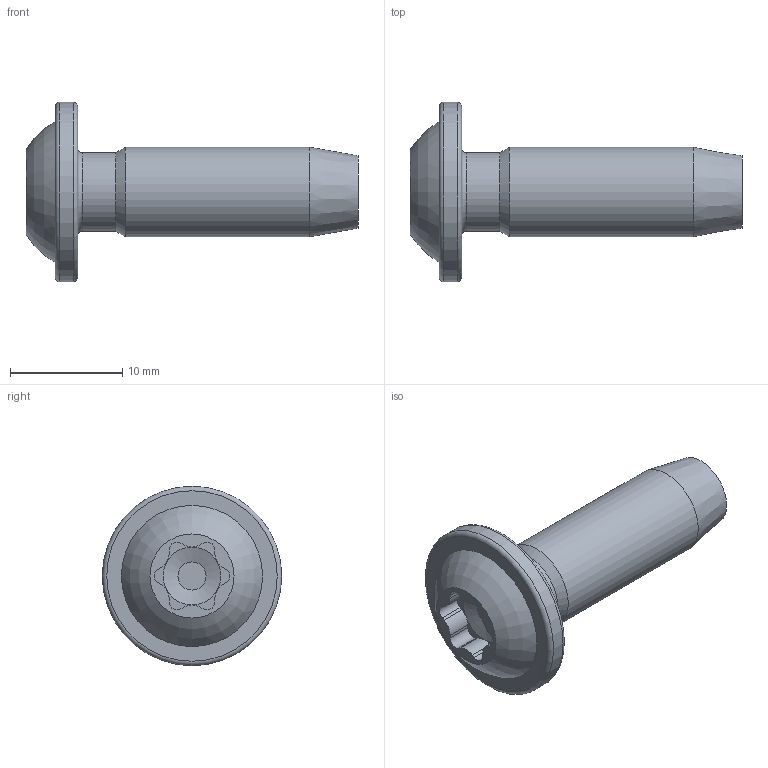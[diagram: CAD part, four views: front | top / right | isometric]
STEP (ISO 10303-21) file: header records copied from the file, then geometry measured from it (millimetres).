
FILE_DESCRIPTION(/* description */ ('STEP AP214'),/* implementation_level */ '2;1');
FILE_NAME(/* name */ '093S0825T',/* time_stamp */ '2022-09-29T15:49:42+02:00',/* author */ ('License CC BY-ND 4.0'),/* organization */ ('CADENAS'),/* preprocessor_version */ 'ST-DEVELOPER v18.102',/* originating_system */ 'PARTsolutions',/* authorisation */ ' ');
FILE_SCHEMA (('AUTOMOTIVE_DESIGN {1 0 10303 214 3 1 1}'));
Length unit declared in the file: millimetre
Products named in the file (1): 093S0825T
Bounding box: 29.6 x 16 x 16 mm (x, y, z)
Volume: 1734 mm3; surface area: 1173.7 mm2
Topology: 1 solids, 1 shells, 45 faces, 111 edges, 71 vertices
Faces by surface type: plane 23, cylinder 15, torus 4, cone 3
Full cylindrical faces by diameter (mm): 7 x1, 8 x1, 16 x1
Entity records: 1326 total; most frequent: DIRECTION 238, CARTESIAN_POINT 230, ORIENTED_EDGE 202, EDGE_CURVE 101, AXIS2_PLACEMENT_3D 95, VERTEX_POINT 71, EDGE_LOOP 58, FACE_BOUND 58
